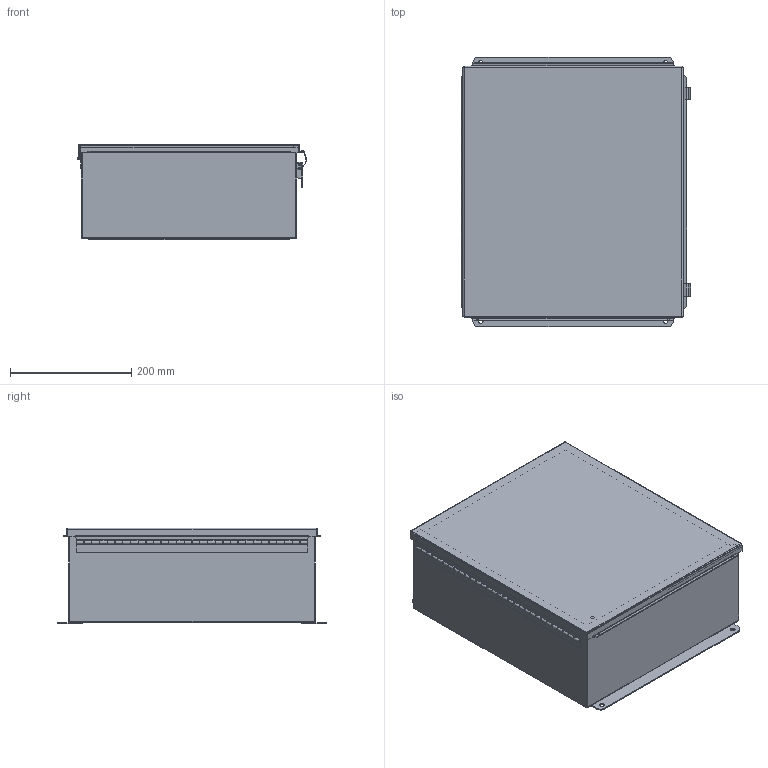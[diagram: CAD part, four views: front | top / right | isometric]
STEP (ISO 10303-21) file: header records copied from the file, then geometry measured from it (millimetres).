
FILE_DESCRIPTION((''),'2;1');
FILE_NAME('B161406CHQR.iam.stp','2012-02-13T09:42:30',(''),(''),'Autodesk Inventor 2012','Autodesk Inventor 2012','');
FILE_SCHEMA(('AUTOMOTIVE_DESIGN { 1 0 10303 214 1 1 1 1 }'));
Length unit declared in the file: inch
Products named in the file (17): B161406CHQR; 3499; 3486; B161406CHQRBKP; 328125; 328125LH; 328125P; 328125TH; 316169; 38811; B1614CHQRLID; 35011; PART1; PART2; PART3; PART4; PART5
Assembly tree (22 placements, depth 3):
  B161406CHQR
    3499  x4
    3486  x2
    B161406CHQRBKP
    328125
      328125LH
      328125P
      328125TH
    316169  x2
    38811
    B1614CHQRLID
    35011  x2
      PART1
      PART2
      PART3
      PART4
      PART5
Bounding box: 377.94 x 444.5 x 157.98 mm (x, y, z)
Volume: 1187781.4 mm3; surface area: 1296210.9 mm2
Topology: 24 solids, 24 shells, 629 faces, 1613 edges, 1037 vertices
Faces by surface type: plane 387, cylinder 195, bspline 44, torus 2, cone 1
Full cylindrical faces by diameter (mm): 2.54 x1, 2.957 x30, 3.454 x4, 3.556 x2, 3.946 x12, 3.962 x4, 4.286 x8, 4.826 x1, 6.35 x1, 7.62 x4, 7.874 x4, 15.875 x4
Entity records: 15548 total; most frequent: CARTESIAN_POINT 3337, DIRECTION 2340, ORIENTED_EDGE 2300, EDGE_CURVE 1150, VECTOR 860, LINE 860, VERTEX_POINT 760, AXIS2_PLACEMENT_3D 740
